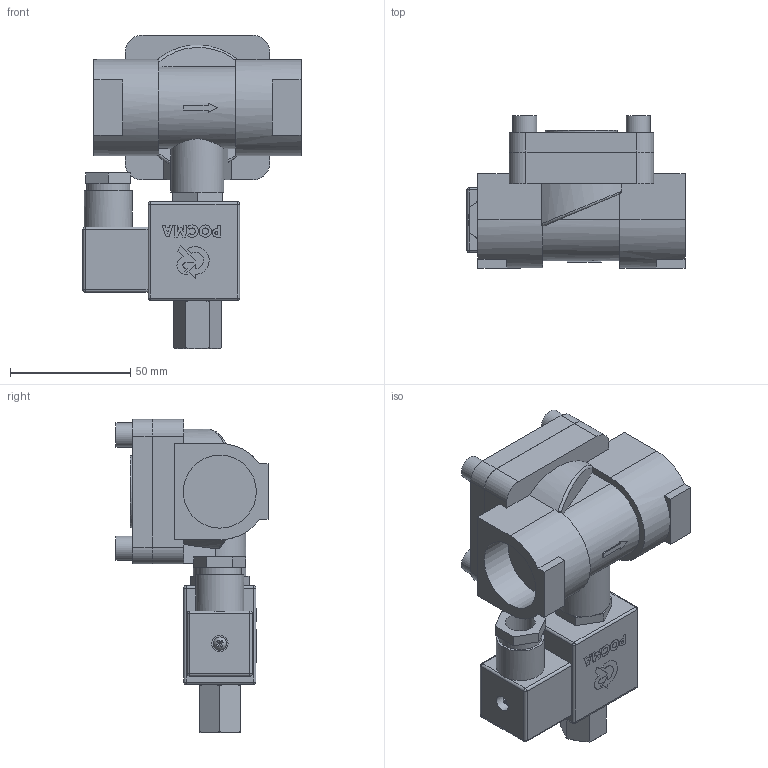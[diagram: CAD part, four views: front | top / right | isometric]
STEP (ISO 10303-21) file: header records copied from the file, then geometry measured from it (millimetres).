
FILE_DESCRIPTION(/* description */ ('СК-21-25-ВД'),/* implementation_level */ '2;1');
FILE_NAME(/* name */ 'СК-21-25-ВД.stp',/* time_stamp */ '2023-03-10T13:28:42+03:00',/* author */ ('Tech'),/* organization */ (''),/* preprocessor_version */ 'ST-DEVELOPER v18.1',/* originating_system */ 'Autodesk Inventor 2021',/* authorisation */ '');
FILE_SCHEMA (('AUTOMOTIVE_DESIGN { 1 0 10303 214 3 1 1 }'));
Length unit declared in the file: millimetre
Products named in the file (1): СК-21-25-ВД
Bounding box: 90.5 x 63.1 x 130 mm (x, y, z)
Volume: 206838.1 mm3; surface area: 54644.6 mm2
Topology: 3 solids, 3 shells, 359 faces, 905 edges, 589 vertices
Faces by surface type: plane 237, cylinder 90, cone 14, sphere 13, bspline 3, torus 2
Full cylindrical faces by diameter (mm): 2.584 x1, 3 x2, 4.5 x1, 5.115 x1, 5.5 x2, 6.8 x1, 10 x5, 10.25 x1, 12 x2, 12.3 x1, 13 x1, 16.5 x2, 16.7 x1, 18 x1, 20 x1, 22 x1, 30 x1, 30.291 x2
Entity records: 11093 total; most frequent: CARTESIAN_POINT 2268, DIRECTION 1837, ORIENTED_EDGE 1808, EDGE_CURVE 904, AXIS2_PLACEMENT_3D 633, VERTEX_POINT 589, LINE 571, VECTOR 571
